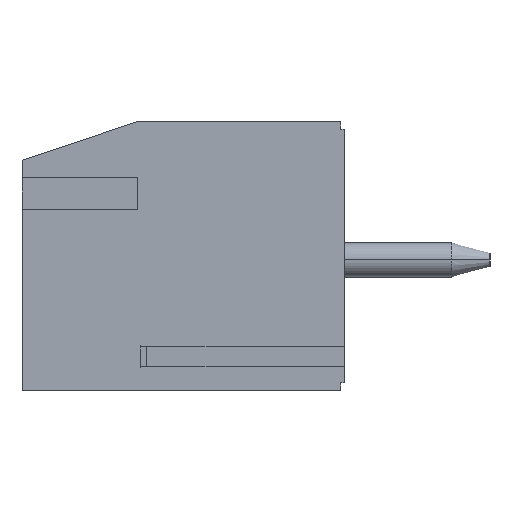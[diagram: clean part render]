
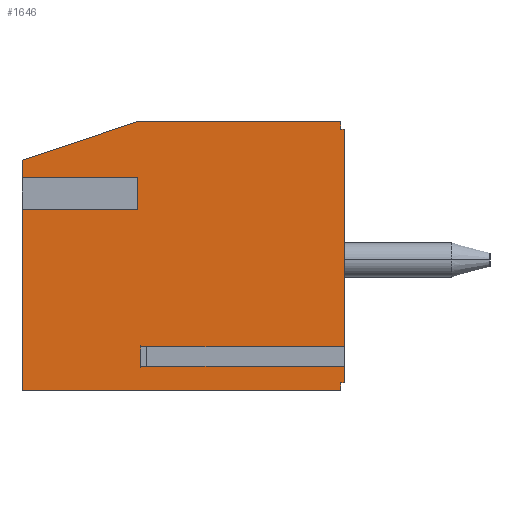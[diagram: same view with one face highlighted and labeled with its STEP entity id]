
A CAD part, left-side view. The second image highlights one B-rep face of the part: STEP entity #1646.
In plain terms, the highlighted planar face has unit normal (-1, 0, 0).
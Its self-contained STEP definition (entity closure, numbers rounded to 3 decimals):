
#1646=ADVANCED_FACE('',(#3542),#3543,.F.);
#3542=FACE_OUTER_BOUND('',#5649,.T.);
#3543=PLANE('',#5650);
#5649=EDGE_LOOP('',(#10699,#10700,#10701,#10702,#10703,#10704,#10705,#10706,#10707,#10708,#10709,#10710,#10711,#10712,#10713,#10714,#10715));
#5650=AXIS2_PLACEMENT_3D('',#10716,#10717,#10718);
#10699=ORIENTED_EDGE('',*,*,#13852,.T.);
#10700=ORIENTED_EDGE('',*,*,#12907,.T.);
#10701=ORIENTED_EDGE('',*,*,#14156,.T.);
#10702=ORIENTED_EDGE('',*,*,#13560,.F.);
#10703=ORIENTED_EDGE('',*,*,#13951,.T.);
#10704=ORIENTED_EDGE('',*,*,#14561,.F.);
#10705=ORIENTED_EDGE('',*,*,#14441,.T.);
#10706=ORIENTED_EDGE('',*,*,#12711,.T.);
#10707=ORIENTED_EDGE('',*,*,#13130,.T.);
#10708=ORIENTED_EDGE('',*,*,#14560,.F.);
#10709=ORIENTED_EDGE('',*,*,#14678,.F.);
#10710=ORIENTED_EDGE('',*,*,#14679,.F.);
#10711=ORIENTED_EDGE('',*,*,#14680,.F.);
#10712=ORIENTED_EDGE('',*,*,#14431,.T.);
#10713=ORIENTED_EDGE('',*,*,#12968,.T.);
#10714=ORIENTED_EDGE('',*,*,#14681,.T.);
#10715=ORIENTED_EDGE('',*,*,#14639,.T.);
#10716=CARTESIAN_POINT('',(-19.25,4.074,3.366));
#10717=DIRECTION('',(1.0,0.0,0.));
#10718=DIRECTION('',(0.,0.0,-1.0));
#12711=EDGE_CURVE('',#15296,#15294,#15297,.T.);
#12907=EDGE_CURVE('',#15653,#15651,#15654,.T.);
#12968=EDGE_CURVE('',#15765,#15763,#15766,.T.);
#13130=EDGE_CURVE('',#15294,#16044,#16046,.T.);
#13560=EDGE_CURVE('',#16752,#16754,#16755,.T.);
#13852=EDGE_CURVE('',#17196,#15653,#17197,.T.);
#13951=EDGE_CURVE('',#16752,#17340,#17342,.T.);
#14156=EDGE_CURVE('',#15651,#16754,#17625,.T.);
#14431=EDGE_CURVE('',#17987,#15765,#17988,.T.);
#14441=EDGE_CURVE('',#17998,#15296,#17999,.T.);
#14560=EDGE_CURVE('',#18141,#16044,#18143,.T.);
#14561=EDGE_CURVE('',#17998,#17340,#18144,.T.);
#14639=EDGE_CURVE('',#18233,#17196,#18234,.T.);
#14678=EDGE_CURVE('',#18283,#18141,#18284,.T.);
#14679=EDGE_CURVE('',#18285,#18283,#18286,.T.);
#14680=EDGE_CURVE('',#17987,#18285,#18287,.T.);
#14681=EDGE_CURVE('',#15763,#18233,#18288,.T.);
#15294=VERTEX_POINT('',#19027);
#15296=VERTEX_POINT('',#19030);
#15297=LINE('',#19031,#19032);
#15651=VERTEX_POINT('',#19535);
#15653=VERTEX_POINT('',#19538);
#15654=LINE('',#19539,#19540);
#15763=VERTEX_POINT('',#19676);
#15765=VERTEX_POINT('',#19679);
#15766=LINE('',#19680,#19681);
#16044=VERTEX_POINT('',#20082);
#16046=LINE('',#20085,#20086);
#16752=VERTEX_POINT('',#21102);
#16754=VERTEX_POINT('',#21105);
#16755=LINE('',#21106,#21107);
#17196=VERTEX_POINT('',#21755);
#17197=LINE('',#21756,#21757);
#17340=VERTEX_POINT('',#21970);
#17342=LINE('',#21973,#21974);
#17625=LINE('',#22381,#22382);
#17987=VERTEX_POINT('',#22908);
#17988=LINE('',#22909,#22910);
#17998=VERTEX_POINT('',#22922);
#17999=LINE('',#22923,#22924);
#18141=VERTEX_POINT('',#23150);
#18143=LINE('',#23153,#23154);
#18144=LINE('',#23155,#23156);
#18233=VERTEX_POINT('',#23292);
#18234=LINE('',#23293,#23294);
#18283=VERTEX_POINT('',#23366);
#18284=LINE('',#23367,#23368);
#18285=VERTEX_POINT('',#23369);
#18286=LINE('',#23370,#23371);
#18287=LINE('',#23372,#23373);
#18288=LINE('',#23374,#23375);
#19027=CARTESIAN_POINT('',(-19.25,5.3,1.13));
#19030=CARTESIAN_POINT('',(-19.25,5.3,0.626));
#19031=CARTESIAN_POINT('',(-19.25,5.3,2.122));
#19032=VECTOR('',#23995,1.0);
#19535=CARTESIAN_POINT('',(-19.25,8.396,0.));
#19538=CARTESIAN_POINT('',(-19.25,8.396,4.875));
#19539=CARTESIAN_POINT('',(-19.25,8.396,5.999));
#19540=VECTOR('',#24200,1.0);
#19676=CARTESIAN_POINT('',(-19.25,8.396,5.379));
#19679=CARTESIAN_POINT('',(-19.25,8.396,5.999));
#19680=CARTESIAN_POINT('',(-19.25,8.396,5.999));
#19681=VECTOR('',#24310,1.0);
#20082=CARTESIAN_POINT('',(-19.25,0.,1.13));
#20085=CARTESIAN_POINT('',(-19.25,2.037,1.13));
#20086=VECTOR('',#24453,1.0);
#21102=CARTESIAN_POINT('',(-19.25,0.095,0.197));
#21105=CARTESIAN_POINT('',(-19.25,0.095,0.));
#21106=CARTESIAN_POINT('',(-19.25,0.095,0.197));
#21107=VECTOR('',#24873,1.0);
#21755=CARTESIAN_POINT('',(-19.25,5.396,4.875));
#21756=CARTESIAN_POINT('',(-19.25,4.735,4.875));
#21757=VECTOR('',#25144,1.0);
#21970=CARTESIAN_POINT('',(-19.25,0.0,0.197));
#21973=CARTESIAN_POINT('',(-19.25,0.095,0.197));
#21974=VECTOR('',#25228,1.0);
#22381=CARTESIAN_POINT('',(-19.25,8.396,0.));
#22382=VECTOR('',#25422,1.0);
#22908=CARTESIAN_POINT('',(-19.25,5.4,7.0));
#22909=CARTESIAN_POINT('',(-19.25,5.4,7.0));
#22910=VECTOR('',#25671,1.0);
#22922=CARTESIAN_POINT('',(-19.25,0.,0.626));
#22923=CARTESIAN_POINT('',(-19.25,2.037,0.626));
#22924=VECTOR('',#25683,1.0);
#23150=CARTESIAN_POINT('',(-19.25,0.0,6.796));
#23153=CARTESIAN_POINT('',(-19.25,0.0,6.796));
#23154=VECTOR('',#25778,1.0);
#23155=CARTESIAN_POINT('',(-19.25,0.0,6.796));
#23156=VECTOR('',#25779,1.0);
#23292=CARTESIAN_POINT('',(-19.25,5.396,5.379));
#23293=CARTESIAN_POINT('',(-19.25,5.396,4.247));
#23294=VECTOR('',#25833,1.0);
#23366=CARTESIAN_POINT('',(-19.25,0.095,6.796));
#23367=CARTESIAN_POINT('',(-19.25,0.095,6.796));
#23368=VECTOR('',#25857,1.0);
#23369=CARTESIAN_POINT('',(-19.25,0.095,7.0));
#23370=CARTESIAN_POINT('',(-19.25,0.095,7.0));
#23371=VECTOR('',#25858,1.0);
#23372=CARTESIAN_POINT('',(-19.25,5.4,7.0));
#23373=VECTOR('',#25859,1.0);
#23374=CARTESIAN_POINT('',(-19.25,4.735,5.379));
#23375=VECTOR('',#25860,1.0);
#23995=DIRECTION('',(0.,0.,1.0));
#24200=DIRECTION('',(0.,0.0,-1.0));
#24310=DIRECTION('',(0.,0.0,-1.0));
#24453=DIRECTION('',(0.,-1.0,0.));
#24873=DIRECTION('',(0.,0.0,-1.0));
#25144=DIRECTION('',(0.,1.0,0.));
#25228=DIRECTION('',(0.0,-1.0,0.0));
#25422=DIRECTION('',(0.0,-1.0,0.0));
#25671=DIRECTION('',(0.,0.948,-0.317));
#25683=DIRECTION('',(0.,1.0,0.));
#25778=DIRECTION('',(0.,0.0,-1.0));
#25779=DIRECTION('',(0.,0.0,-1.0));
#25833=DIRECTION('',(0.,0.,-1.0));
#25857=DIRECTION('',(0.0,-1.0,0.0));
#25858=DIRECTION('',(0.,0.0,-1.0));
#25859=DIRECTION('',(0.0,-1.0,0.0));
#25860=DIRECTION('',(0.,-1.0,0.));
